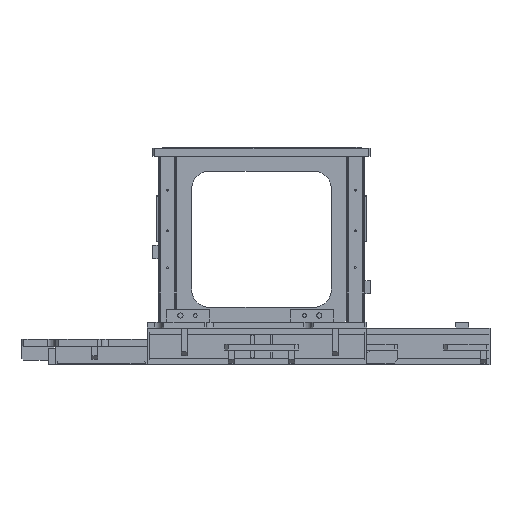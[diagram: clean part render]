
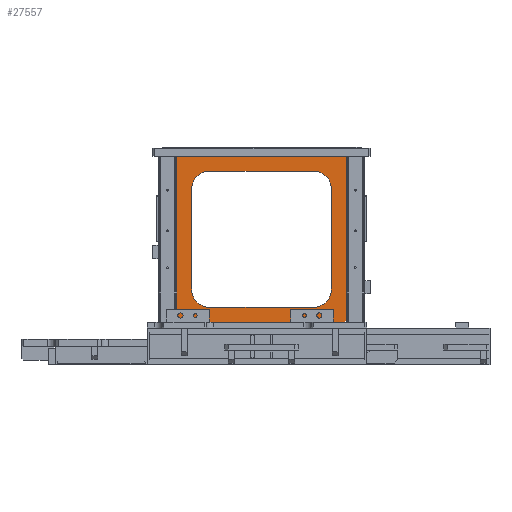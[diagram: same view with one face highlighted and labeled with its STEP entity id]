
A CAD part, front view. The second image highlights one B-rep face of the part: STEP entity #27557.
In plain terms, the highlighted planar face has unit normal (0, -1, 0).
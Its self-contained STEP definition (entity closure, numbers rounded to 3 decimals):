
#27058=CARTESIAN_POINT('Line Origine',(0.,0.,185.)) ;
#27062=CARTESIAN_POINT('Vertex',(-140.,0.,185.)) ;
#27064=CARTESIAN_POINT('Vertex',(140.,0.,185.)) ;
#27104=CARTESIAN_POINT('Vertex',(-190.,0.,135.)) ;
#27112=CARTESIAN_POINT('Axis2P3D Location',(-140.,0.,135.)) ;
#27140=CARTESIAN_POINT('Vertex',(190.,0.,135.)) ;
#27143=CARTESIAN_POINT('Axis2P3D Location',(140.,0.,135.)) ;
#27160=CARTESIAN_POINT('Line Origine',(-190.,0.,0.)) ;
#27164=CARTESIAN_POINT('Vertex',(-190.,0.,-135.)) ;
#27197=CARTESIAN_POINT('Vertex',(-140.,0.,-185.)) ;
#27205=CARTESIAN_POINT('Axis2P3D Location',(-140.,0.,-135.)) ;
#27229=CARTESIAN_POINT('Line Origine',(0.,0.,-185.)) ;
#27233=CARTESIAN_POINT('Vertex',(140.,0.,-185.)) ;
#27259=CARTESIAN_POINT('Vertex',(190.,0.,-135.)) ;
#27267=CARTESIAN_POINT('Axis2P3D Location',(140.,0.,-135.)) ;
#27284=CARTESIAN_POINT('Line Origine',(190.,0.,0.)) ;
#27319=CARTESIAN_POINT('Vertex',(225.,0.,225.)) ;
#27322=CARTESIAN_POINT('Line Origine',(227.5,0.,222.5)) ;
#27326=CARTESIAN_POINT('Vertex',(230.,0.,220.)) ;
#27350=CARTESIAN_POINT('Vertex',(230.,0.,-220.)) ;
#27360=CARTESIAN_POINT('Line Origine',(230.,0.,0.)) ;
#27377=CARTESIAN_POINT('Line Origine',(227.5,0.,-222.5)) ;
#27381=CARTESIAN_POINT('Vertex',(225.,0.,-225.)) ;
#27412=CARTESIAN_POINT('Vertex',(-225.,0.,225.)) ;
#27417=CARTESIAN_POINT('Line Origine',(0.,0.,225.)) ;
#27443=CARTESIAN_POINT('Vertex',(-230.,0.,220.)) ;
#27448=CARTESIAN_POINT('Line Origine',(-227.5,0.,222.5)) ;
#27474=CARTESIAN_POINT('Vertex',(-225.,0.,-225.)) ;
#27484=CARTESIAN_POINT('Line Origine',(0.,0.,-225.)) ;
#27505=CARTESIAN_POINT('Vertex',(-230.,0.,-220.)) ;
#27510=CARTESIAN_POINT('Line Origine',(-230.,0.,0.)) ;
#27527=CARTESIAN_POINT('Axis2P3D Location',(0.,0.,0.)) ;
#27532=CARTESIAN_POINT('Line Origine',(-227.5,0.,-222.5)) ;
#27059=DIRECTION('Vector Direction',(-1.,0.,0.)) ;
#27113=DIRECTION('Axis2P3D Direction',(0.,1.,0.)) ;
#27144=DIRECTION('Axis2P3D Direction',(0.,1.,0.)) ;
#27161=DIRECTION('Vector Direction',(0.,0.,-1.)) ;
#27206=DIRECTION('Axis2P3D Direction',(0.,1.,0.)) ;
#27230=DIRECTION('Vector Direction',(1.,0.,0.)) ;
#27268=DIRECTION('Axis2P3D Direction',(-0.,1.,0.)) ;
#27285=DIRECTION('Vector Direction',(0.,0.,1.)) ;
#27323=DIRECTION('Vector Direction',(-0.707,0.,0.707)) ;
#27361=DIRECTION('Vector Direction',(0.,0.,1.)) ;
#27378=DIRECTION('Vector Direction',(-0.707,0.,-0.707)) ;
#27418=DIRECTION('Vector Direction',(-1.,0.,0.)) ;
#27449=DIRECTION('Vector Direction',(0.707,0.,0.707)) ;
#27485=DIRECTION('Vector Direction',(1.,0.,0.)) ;
#27511=DIRECTION('Vector Direction',(0.,0.,-1.)) ;
#27528=DIRECTION('Axis2P3D Direction',(0.,1.,0.)) ;
#27529=DIRECTION('Axis2P3D XDirection',(0.,0.,1.)) ;
#27533=DIRECTION('Vector Direction',(-0.707,0.,0.707)) ;
#27114=AXIS2_PLACEMENT_3D('Circle Axis2P3D',#27112,#27113,$) ;
#27145=AXIS2_PLACEMENT_3D('Circle Axis2P3D',#27143,#27144,$) ;
#27207=AXIS2_PLACEMENT_3D('Circle Axis2P3D',#27205,#27206,$) ;
#27269=AXIS2_PLACEMENT_3D('Circle Axis2P3D',#27267,#27268,$) ;
#27530=AXIS2_PLACEMENT_3D('Plane Axis2P3D',#27527,#27528,#27529) ;
#27538=ORIENTED_EDGE('',*,*,#27536,.F.) ;
#27539=ORIENTED_EDGE('',*,*,#27488,.F.) ;
#27540=ORIENTED_EDGE('',*,*,#27383,.F.) ;
#27541=ORIENTED_EDGE('',*,*,#27364,.F.) ;
#27542=ORIENTED_EDGE('',*,*,#27328,.F.) ;
#27543=ORIENTED_EDGE('',*,*,#27421,.F.) ;
#27544=ORIENTED_EDGE('',*,*,#27452,.F.) ;
#27545=ORIENTED_EDGE('',*,*,#27514,.F.) ;
#27548=ORIENTED_EDGE('',*,*,#27235,.T.) ;
#27549=ORIENTED_EDGE('',*,*,#27209,.T.) ;
#27550=ORIENTED_EDGE('',*,*,#27166,.T.) ;
#27551=ORIENTED_EDGE('',*,*,#27116,.T.) ;
#27552=ORIENTED_EDGE('',*,*,#27066,.T.) ;
#27553=ORIENTED_EDGE('',*,*,#27147,.T.) ;
#27554=ORIENTED_EDGE('',*,*,#27288,.T.) ;
#27555=ORIENTED_EDGE('',*,*,#27271,.T.) ;
#27556=FACE_BOUND('',#27547,.T.) ;
#27060=VECTOR('Line Direction',#27059,1.) ;
#27162=VECTOR('Line Direction',#27161,1.) ;
#27231=VECTOR('Line Direction',#27230,1.) ;
#27286=VECTOR('Line Direction',#27285,1.) ;
#27324=VECTOR('Line Direction',#27323,1.) ;
#27362=VECTOR('Line Direction',#27361,1.) ;
#27379=VECTOR('Line Direction',#27378,1.) ;
#27419=VECTOR('Line Direction',#27418,1.) ;
#27450=VECTOR('Line Direction',#27449,1.) ;
#27486=VECTOR('Line Direction',#27485,1.) ;
#27512=VECTOR('Line Direction',#27511,1.) ;
#27534=VECTOR('Line Direction',#27533,1.) ;
#27557=ADVANCED_FACE('\X2\30D130FC30C4\X0\ \X2\30DC30C730A330FC\X0\',(#27546,#27556),#27531,.F.) ;
#27115=CIRCLE('generated circle',#27114,50.) ;
#27146=CIRCLE('generated circle',#27145,50.) ;
#27208=CIRCLE('generated circle',#27207,50.) ;
#27270=CIRCLE('generated circle',#27269,50.) ;
#27066=EDGE_CURVE('',#27063,#27065,#27061,.F.) ;
#27116=EDGE_CURVE('',#27105,#27063,#27115,.T.) ;
#27147=EDGE_CURVE('',#27065,#27141,#27146,.T.) ;
#27166=EDGE_CURVE('',#27165,#27105,#27163,.F.) ;
#27209=EDGE_CURVE('',#27198,#27165,#27208,.T.) ;
#27235=EDGE_CURVE('',#27234,#27198,#27232,.F.) ;
#27271=EDGE_CURVE('',#27260,#27234,#27270,.T.) ;
#27288=EDGE_CURVE('',#27141,#27260,#27287,.F.) ;
#27328=EDGE_CURVE('',#27320,#27327,#27325,.F.) ;
#27364=EDGE_CURVE('',#27327,#27351,#27363,.F.) ;
#27383=EDGE_CURVE('',#27351,#27382,#27380,.T.) ;
#27421=EDGE_CURVE('',#27413,#27320,#27420,.F.) ;
#27452=EDGE_CURVE('',#27444,#27413,#27451,.T.) ;
#27488=EDGE_CURVE('',#27382,#27475,#27487,.F.) ;
#27514=EDGE_CURVE('',#27506,#27444,#27513,.F.) ;
#27536=EDGE_CURVE('',#27475,#27506,#27535,.T.) ;
#27537=EDGE_LOOP('',(#27538,#27539,#27540,#27541,#27542,#27543,#27544,#27545)) ;
#27547=EDGE_LOOP('',(#27548,#27549,#27550,#27551,#27552,#27553,#27554,#27555)) ;
#27546=FACE_OUTER_BOUND('',#27537,.T.) ;
#27061=LINE('Line',#27058,#27060) ;
#27163=LINE('Line',#27160,#27162) ;
#27232=LINE('Line',#27229,#27231) ;
#27287=LINE('Line',#27284,#27286) ;
#27325=LINE('Line',#27322,#27324) ;
#27363=LINE('Line',#27360,#27362) ;
#27380=LINE('Line',#27377,#27379) ;
#27420=LINE('Line',#27417,#27419) ;
#27451=LINE('Line',#27448,#27450) ;
#27487=LINE('Line',#27484,#27486) ;
#27513=LINE('Line',#27510,#27512) ;
#27535=LINE('Line',#27532,#27534) ;
#27531=PLANE('',#27530) ;
#27063=VERTEX_POINT('',#27062) ;
#27065=VERTEX_POINT('',#27064) ;
#27105=VERTEX_POINT('',#27104) ;
#27141=VERTEX_POINT('',#27140) ;
#27165=VERTEX_POINT('',#27164) ;
#27198=VERTEX_POINT('',#27197) ;
#27234=VERTEX_POINT('',#27233) ;
#27260=VERTEX_POINT('',#27259) ;
#27320=VERTEX_POINT('',#27319) ;
#27327=VERTEX_POINT('',#27326) ;
#27351=VERTEX_POINT('',#27350) ;
#27382=VERTEX_POINT('',#27381) ;
#27413=VERTEX_POINT('',#27412) ;
#27444=VERTEX_POINT('',#27443) ;
#27475=VERTEX_POINT('',#27474) ;
#27506=VERTEX_POINT('',#27505) ;
